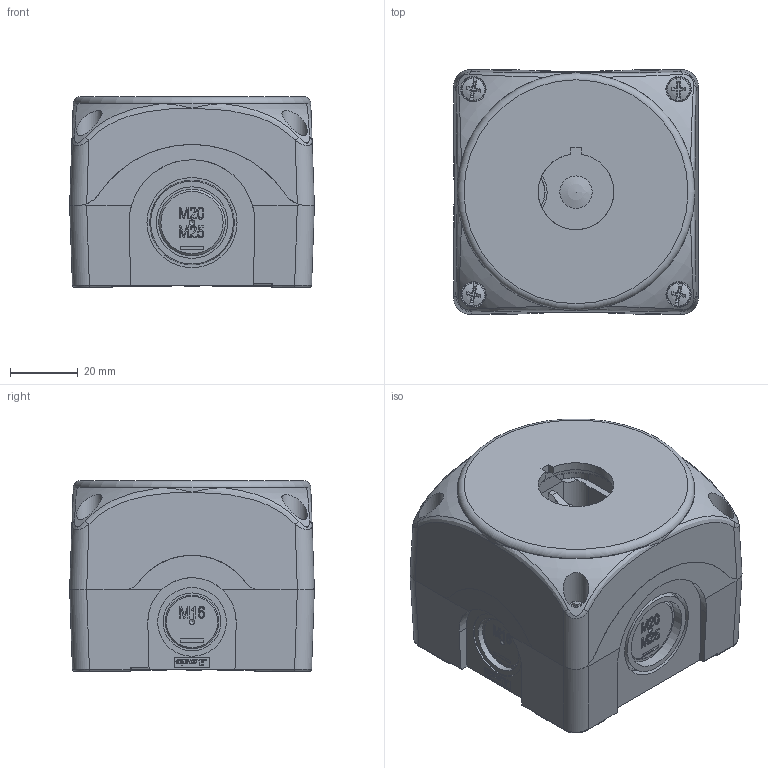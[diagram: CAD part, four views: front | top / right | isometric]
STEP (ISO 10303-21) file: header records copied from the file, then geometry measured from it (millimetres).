
FILE_DESCRIPTION(/* description */ (''),/* implementation_level */ '2;1');
FILE_NAME(/* name */ 'LPZP1A5_light.stp',/* time_stamp */ '2019-04-05T09:44:11+02:00',/* author */ (''),/* organization */ (''),/* preprocessor_version */ 'ST-DEVELOPER v16',/* originating_system */ 'SIEMENS PLM Software NX 10.0',/* authorisation */ '');
FILE_SCHEMA (('AP203_CONFIGURATION_CONTROLLED_3D_DESIGN_OF_MECHANICAL_PARTS_AND_ASSEMBLIES_MIM_LF { 1 0 10303 403 2 1 2}'));
Length unit declared in the file: millimetre
Products named in the file (1): Rugg2F406992h34j
Bounding box: 72 x 72 x 56 mm (x, y, z)
Surface area: 33956.8 mm2 (no closed solid volume)
Topology: 0 solids, 9 shells, 725 faces, 2619 edges, 1856 vertices
Faces by surface type: plane 458, bspline 120, cylinder 89, cone 27, sphere 17, torus 14
Full cylindrical faces by diameter (mm): 1.304 x2, 1.6 x2, 4.3 x2, 5 x4, 7.5 x4, 17 x2, 20.2 x1, 21 x2, 26.5 x2
Entity records: 29232 total; most frequent: CARTESIAN_POINT 8462, ORIENTED_EDGE 4102, DIRECTION 3759, EDGE_CURVE 2550, VERTEX_POINT 1836, LINE 1617, VECTOR 1617, AXIS2_PLACEMENT_3D 1071
